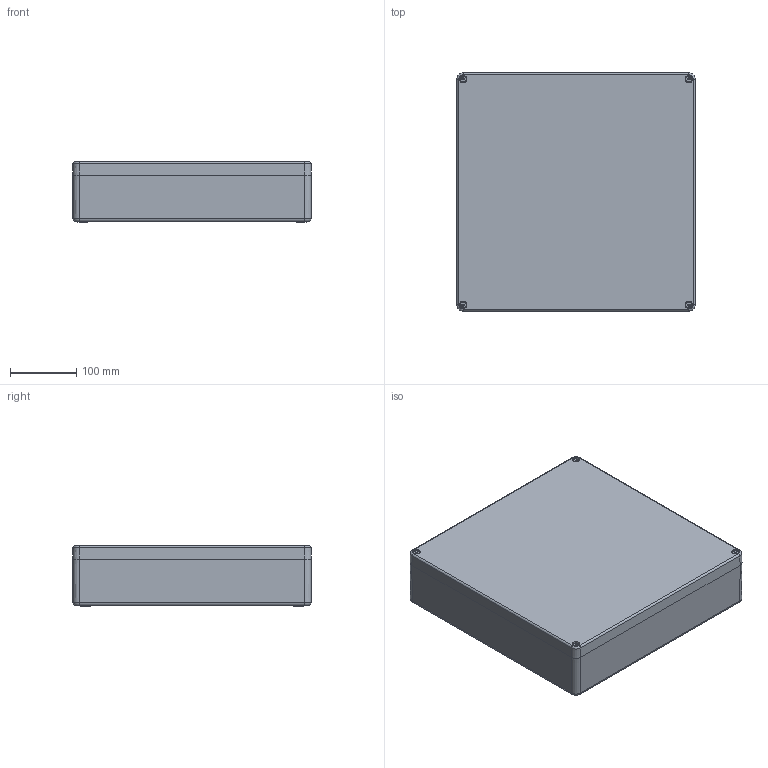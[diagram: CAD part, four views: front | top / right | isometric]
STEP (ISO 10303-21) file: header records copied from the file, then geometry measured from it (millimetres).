
FILE_DESCRIPTION(/* description */ (''),/* implementation_level */ '2;1');
FILE_NAME(/* name */ '07363609010-RST.stp',/* time_stamp */ '2021-09-02T14:35:15+02:00',/* author */ ('sl'),/* organization */ (''),/* preprocessor_version */ 'ST-DEVELOPER v16.5',/* originating_system */ 'Autodesk Inventor 2017',/* authorisation */ '');
FILE_SCHEMA (('AUTOMOTIVE_DESIGN { 1 0 10303 214 3 1 1 }'));
Length unit declared in the file: millimetre
Products named in the file (4): Polyester-Gehäuse-24-BG-0001-07_363609_010; Deckel-Polyester-Gehäuse-24-BT-0001-07_363609_010; UT-Polyester-Gehäuse-24-BT-0002-07_363609_010; Schraube-Polyester-Gehäuse-24-BT-0003-07_363609_010
Assembly tree (6 placements, depth 2):
  Polyester-Gehäuse-24-BG-0001-07_363609_010
    Deckel-Polyester-Gehäuse-24-BT-0001-07_363609_010
    Schraube-Polyester-Gehäuse-24-BT-0003-07_363609_010  x4
    UT-Polyester-Gehäuse-24-BT-0002-07_363609_010
Bounding box: 360 x 360 x 91 mm (x, y, z)
Volume: 2286321.8 mm3; surface area: 778219.8 mm2
Topology: 6 solids, 6 shells, 395 faces, 982 edges, 624 vertices
Faces by surface type: plane 185, cone 100, cylinder 82, torus 20, bspline 8
Full cylindrical faces by diameter (mm): 4.917 x14, 5.3 x4, 5.317 x4, 6 x4, 10 x4
Entity records: 9004 total; most frequent: DIRECTION 1622, CARTESIAN_POINT 1581, ORIENTED_EDGE 1356, EDGE_CURVE 678, AXIS2_PLACEMENT_3D 633, VERTEX_POINT 476, EDGE_LOOP 442, LINE 356
